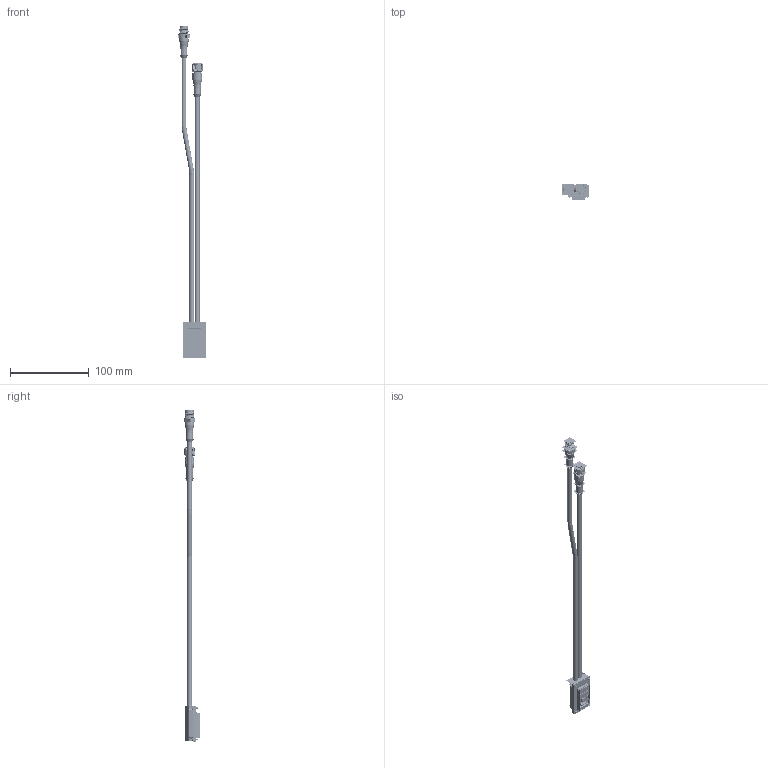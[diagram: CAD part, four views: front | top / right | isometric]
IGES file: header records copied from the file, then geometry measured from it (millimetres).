
Start section:  PTC IGES file: 238297_sm01.igs
Global section: file name: 238297_sm01.igs; native system: Creo Parametric by PTC Inc.; preprocessor: 2022414; author: banengservice; organization: Unknown; date: 20240515.164735; units: millimetre
Bounding box: 35.11 x 20.78 x 422.31 mm (x, y, z)
Volume: 40382 mm3; surface area: 105855.6 mm2
Topology: 3 solids, 76 shells, 14288 faces, 64716 edges, 77612 vertices
Faces by surface type: bspline 10674, revolution 3614
